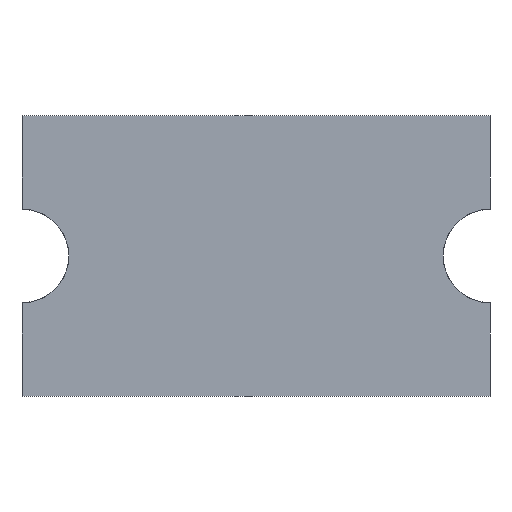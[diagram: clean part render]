
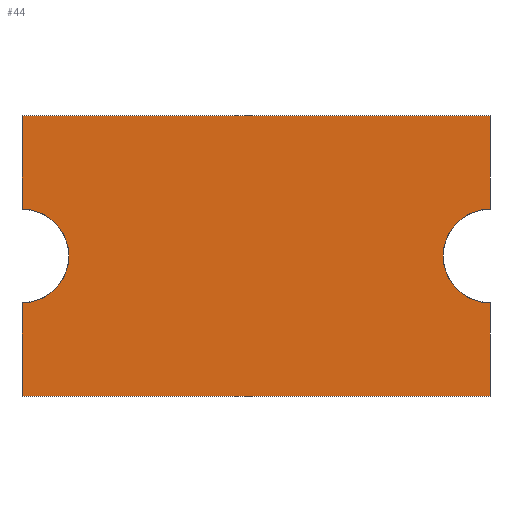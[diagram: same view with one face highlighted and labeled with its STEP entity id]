
A CAD part, front view. The second image highlights one B-rep face of the part: STEP entity #44.
In plain terms, the highlighted planar face has unit normal (0, -1, 0).
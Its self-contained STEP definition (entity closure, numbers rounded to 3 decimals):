
#32 = AXIS2_PLACEMENT_3D ( 'NONE', #1116, #1201, #1211 ) ;
#44 = ADVANCED_FACE ( 'NONE', ( #160 ), #274, .F. ) ;
#46 = DIRECTION ( 'NONE',  ( -1., 0., 0. ) ) ;
#64 = EDGE_LOOP ( 'NONE', ( #1043, #390, #1074, #884, #1105, #95, #1010, #128 ) ) ;
#80 = CARTESIAN_POINT ( 'NONE',  ( 0., 0., 0. ) ) ;
#95 = ORIENTED_EDGE ( 'NONE', *, *, #969, .F. ) ;
#128 = ORIENTED_EDGE ( 'NONE', *, *, #460, .F. ) ;
#135 = CARTESIAN_POINT ( 'NONE',  ( -1., 0., 0. ) ) ;
#147 = DIRECTION ( 'NONE',  ( 0., 1., 0. ) ) ;
#160 = FACE_OUTER_BOUND ( 'NONE', #64, .T. ) ;
#161 = DIRECTION ( 'NONE',  ( 1., 0., 0. ) ) ;
#176 = CARTESIAN_POINT ( 'NONE',  ( -1., 0., 0.2 ) ) ;
#178 = CARTESIAN_POINT ( 'NONE',  ( -1., 0., -0.6 ) ) ;
#274 = PLANE ( 'NONE',  #433 ) ;
#275 = VERTEX_POINT ( 'NONE', #1075 ) ;
#280 = CARTESIAN_POINT ( 'NONE',  ( 1., 0., 0.2 ) ) ;
#310 = VERTEX_POINT ( 'NONE', #446 ) ;
#329 = CARTESIAN_POINT ( 'NONE',  ( 1., 0., -0.6 ) ) ;
#350 = DIRECTION ( 'NONE',  ( 0., 0., -1. ) ) ;
#373 = CARTESIAN_POINT ( 'NONE',  ( 1., 0., 0.6 ) ) ;
#390 = ORIENTED_EDGE ( 'NONE', *, *, #418, .F. ) ;
#406 = VERTEX_POINT ( 'NONE', #714 ) ;
#418 = EDGE_CURVE ( 'NONE', #669, #310, #974, .T. ) ;
#433 = AXIS2_PLACEMENT_3D ( 'NONE', #80, #676, #574 ) ;
#446 = CARTESIAN_POINT ( 'NONE',  ( -1., 0., -0.2 ) ) ;
#459 = DIRECTION ( 'NONE',  ( 0., 0., 1. ) ) ;
#460 = EDGE_CURVE ( 'NONE', #852, #406, #1235, .T. ) ;
#462 = CARTESIAN_POINT ( 'NONE',  ( 1., 0., 0.6 ) ) ;
#463 = EDGE_CURVE ( 'NONE', #1061, #869, #1027, .T. ) ;
#468 = DIRECTION ( 'NONE',  ( 0., 0., 1. ) ) ;
#518 = EDGE_CURVE ( 'NONE', #406, #275, #1067, .T. ) ;
#554 = VECTOR ( 'NONE', #350, 1000. ) ;
#571 = AXIS2_PLACEMENT_3D ( 'NONE', #135, #147, #459 ) ;
#574 = DIRECTION ( 'NONE',  ( 0., 0., 1. ) ) ;
#669 = VERTEX_POINT ( 'NONE', #178 ) ;
#676 = DIRECTION ( 'NONE',  ( 0., 1., 0. ) ) ;
#677 = EDGE_CURVE ( 'NONE', #1176, #669, #844, .T. ) ;
#693 = EDGE_CURVE ( 'NONE', #1061, #1176, #694, .T. ) ;
#694 = LINE ( 'NONE', #373, #554 ) ;
#714 = CARTESIAN_POINT ( 'NONE',  ( -1., 0., 0.6 ) ) ;
#735 = CARTESIAN_POINT ( 'NONE',  ( 1., 0., -0.6 ) ) ;
#748 = CARTESIAN_POINT ( 'NONE',  ( 1., 0., 0.6 ) ) ;
#794 = EDGE_CURVE ( 'NONE', #852, #310, #999, .T. ) ;
#844 = LINE ( 'NONE', #735, #1184 ) ;
#852 = VERTEX_POINT ( 'NONE', #176 ) ;
#862 = VECTOR ( 'NONE', #468, 1000. ) ;
#869 = VERTEX_POINT ( 'NONE', #280 ) ;
#884 = ORIENTED_EDGE ( 'NONE', *, *, #693, .F. ) ;
#906 = LINE ( 'NONE', #748, #1115 ) ;
#930 = DIRECTION ( 'NONE',  ( 0., 0., 1. ) ) ;
#940 = CARTESIAN_POINT ( 'NONE',  ( -1., 0., 0.6 ) ) ;
#950 = VECTOR ( 'NONE', #930, 1000. ) ;
#969 = EDGE_CURVE ( 'NONE', #275, #869, #906, .T. ) ;
#974 = LINE ( 'NONE', #1110, #862 ) ;
#999 = CIRCLE ( 'NONE', #571, 0.2 ) ;
#1010 = ORIENTED_EDGE ( 'NONE', *, *, #518, .F. ) ;
#1027 = CIRCLE ( 'NONE', #32, 0.2 ) ;
#1043 = ORIENTED_EDGE ( 'NONE', *, *, #794, .T. ) ;
#1056 = CARTESIAN_POINT ( 'NONE',  ( 1., 0., -0.2 ) ) ;
#1061 = VERTEX_POINT ( 'NONE', #1056 ) ;
#1067 = LINE ( 'NONE', #462, #1155 ) ;
#1074 = ORIENTED_EDGE ( 'NONE', *, *, #677, .F. ) ;
#1075 = CARTESIAN_POINT ( 'NONE',  ( 1., 0., 0.6 ) ) ;
#1105 = ORIENTED_EDGE ( 'NONE', *, *, #463, .T. ) ;
#1110 = CARTESIAN_POINT ( 'NONE',  ( -1., 0., 0.6 ) ) ;
#1115 = VECTOR ( 'NONE', #1147, 1000. ) ;
#1116 = CARTESIAN_POINT ( 'NONE',  ( 1., 0., 0. ) ) ;
#1147 = DIRECTION ( 'NONE',  ( 0., 0., -1. ) ) ;
#1155 = VECTOR ( 'NONE', #161, 1000. ) ;
#1176 = VERTEX_POINT ( 'NONE', #329 ) ;
#1184 = VECTOR ( 'NONE', #46, 1000. ) ;
#1201 = DIRECTION ( 'NONE',  ( 0., 1., 0. ) ) ;
#1211 = DIRECTION ( 'NONE',  ( 0., 0., 1. ) ) ;
#1235 = LINE ( 'NONE', #940, #950 ) ;
